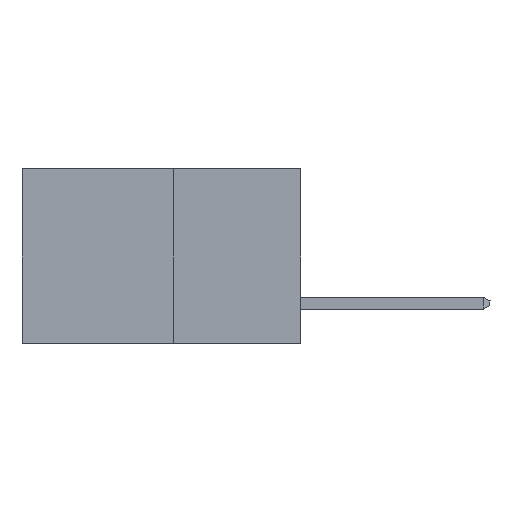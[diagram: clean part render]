
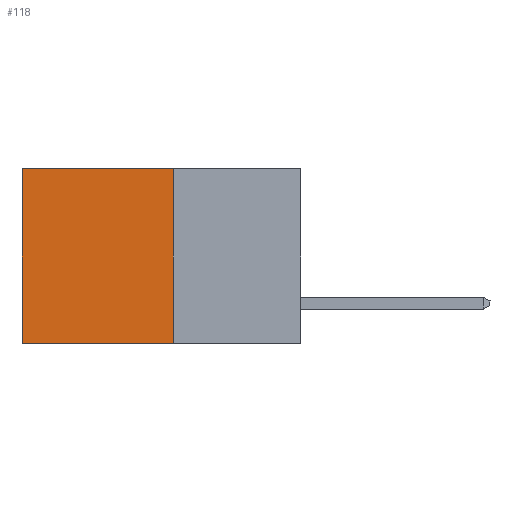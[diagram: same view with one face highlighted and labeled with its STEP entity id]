
A CAD part, left-side view. The second image highlights one B-rep face of the part: STEP entity #118.
In plain terms, the highlighted planar face has unit normal (-1, 0, 0).
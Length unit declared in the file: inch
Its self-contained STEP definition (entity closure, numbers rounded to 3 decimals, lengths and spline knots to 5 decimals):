
#118 = ADVANCED_FACE ( 'NONE', ( #1953 ), #15260, .F. ) ;
#764 = DIRECTION ( 'NONE',  ( 0., 1., 0. ) ) ;
#928 = VERTEX_POINT ( 'NONE', #6456 ) ;
#1953 = FACE_OUTER_BOUND ( 'NONE', #11999, .T. ) ;
#2147 = LINE ( 'NONE', #11142, #11711 ) ;
#2703 = EDGE_CURVE ( 'NONE', #6829, #928, #2147, .T. ) ;
#3677 = ORIENTED_EDGE ( 'NONE', *, *, #7327, .T. ) ;
#4060 = DIRECTION ( 'NONE',  ( 1., 0., 0. ) ) ;
#4432 = CARTESIAN_POINT ( 'NONE',  ( 0.277, 0.59, 0. ) ) ;
#4845 = AXIS2_PLACEMENT_3D ( 'NONE', #10288, #4060, #8182 ) ;
#4877 = EDGE_CURVE ( 'NONE', #15468, #6829, #12151, .T. ) ;
#5721 = VERTEX_POINT ( 'NONE', #4432 ) ;
#6058 = CARTESIAN_POINT ( 'NONE',  ( 0.277, 0.59, -0.37 ) ) ;
#6349 = CARTESIAN_POINT ( 'NONE',  ( 0.277, 0.27, -0.37 ) ) ;
#6456 = CARTESIAN_POINT ( 'NONE',  ( 0.277, 0.59, -0.37 ) ) ;
#6582 = CARTESIAN_POINT ( 'NONE',  ( 0.277, 0.27, -0.37 ) ) ;
#6829 = VERTEX_POINT ( 'NONE', #6349 ) ;
#7037 = VECTOR ( 'NONE', #764, 39.37008 ) ;
#7295 = VECTOR ( 'NONE', #15582, 39.37008 ) ;
#7327 = EDGE_CURVE ( 'NONE', #15468, #5721, #10612, .T. ) ;
#7486 = ORIENTED_EDGE ( 'NONE', *, *, #4877, .F. ) ;
#8182 = DIRECTION ( 'NONE',  ( 0., 0., -1. ) ) ;
#8672 = ORIENTED_EDGE ( 'NONE', *, *, #14717, .T. ) ;
#9125 = CARTESIAN_POINT ( 'NONE',  ( 0.277, 0.27, 0. ) ) ;
#9611 = CARTESIAN_POINT ( 'NONE',  ( 0.277, 0.27, 0. ) ) ;
#10288 = CARTESIAN_POINT ( 'NONE',  ( 0.277, 0.27, -0.37 ) ) ;
#10612 = LINE ( 'NONE', #9611, #7037 ) ;
#10865 = LINE ( 'NONE', #6058, #7295 ) ;
#10938 = DIRECTION ( 'NONE',  ( 0., 1., 0. ) ) ;
#11142 = CARTESIAN_POINT ( 'NONE',  ( 0.277, 0.27, -0.37 ) ) ;
#11711 = VECTOR ( 'NONE', #10938, 39.37008 ) ;
#11999 = EDGE_LOOP ( 'NONE', ( #8672, #13688, #7486, #3677 ) ) ;
#12151 = LINE ( 'NONE', #6582, #14869 ) ;
#13688 = ORIENTED_EDGE ( 'NONE', *, *, #2703, .F. ) ;
#14717 = EDGE_CURVE ( 'NONE', #5721, #928, #10865, .T. ) ;
#14869 = VECTOR ( 'NONE', #14873, 39.37008 ) ;
#14873 = DIRECTION ( 'NONE',  ( 0., 0., -1. ) ) ;
#15260 = PLANE ( 'NONE',  #4845 ) ;
#15468 = VERTEX_POINT ( 'NONE', #9125 ) ;
#15582 = DIRECTION ( 'NONE',  ( 0., 0., -1. ) ) ;
